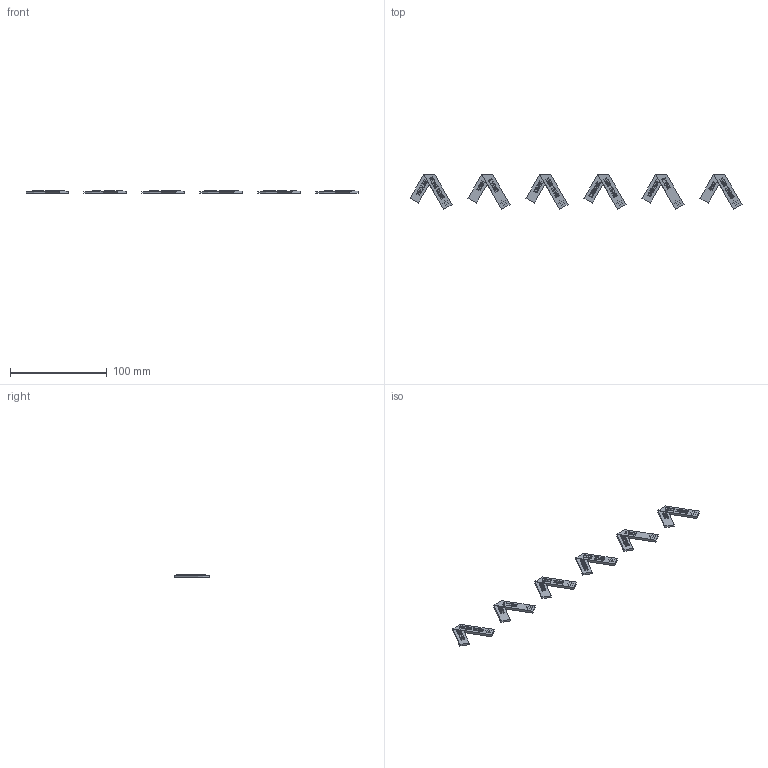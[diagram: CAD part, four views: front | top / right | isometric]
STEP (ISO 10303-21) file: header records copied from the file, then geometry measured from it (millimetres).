
FILE_DESCRIPTION(/* description */ (''),/* implementation_level */ '2;1');
FILE_NAME(/* name */ 'Fortunes.step',/* time_stamp */ '2025-04-23T19:40:04-07:00',/* author */ (''),/* organization */ (''),/* preprocessor_version */ 'ST-DEVELOPER v20.1',/* originating_system */ 'Autodesk Translation Framework v14.4.0.0',/* authorisation */ '');
FILE_SCHEMA (('AUTOMOTIVE_DESIGN { 1 0 10303 214 3 1 1 }'));
Length unit declared in the file: millimetre
Products named in the file (1): Fortunes
Bounding box: 343.57 x 35.98 x 3 mm (x, y, z)
Volume: 9192.8 mm3; surface area: 10694.6 mm2
Topology: 6 solids, 6 shells, 1186 faces, 3201 edges, 2132 vertices
Faces by surface type: plane 948, bspline 238
Entity records: 39270 total; most frequent: CARTESIAN_POINT 11031, ORIENTED_EDGE 6402, DIRECTION 4623, EDGE_CURVE 3201, LINE 2725, VECTOR 2725, VERTEX_POINT 2132, EDGE_LOOP 1291
